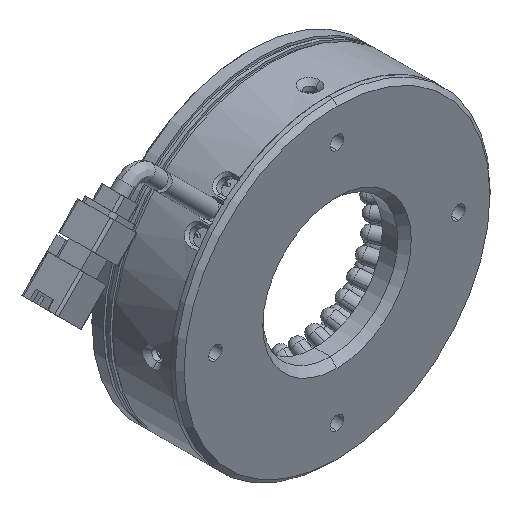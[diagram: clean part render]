
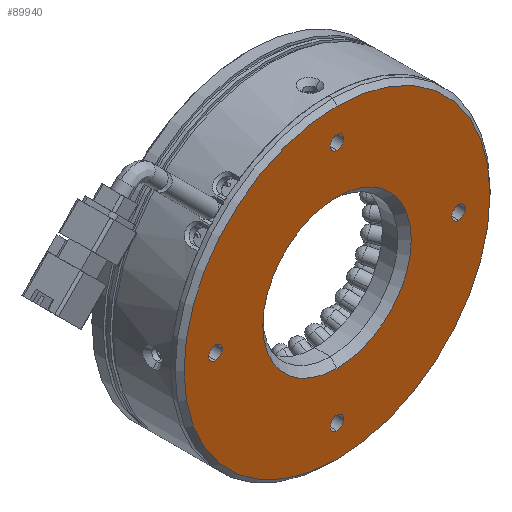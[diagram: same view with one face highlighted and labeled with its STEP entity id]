
A CAD part, isometric view. The second image highlights one B-rep face of the part: STEP entity #89940.
In plain terms, the highlighted planar face has unit normal (0, -1, 0).
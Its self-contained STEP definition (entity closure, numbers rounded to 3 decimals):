
#1160 = AXIS2_PLACEMENT_3D ( 'NONE', #22831, #71733, #29861 ) ;
#2184 = DIRECTION ( 'NONE',  ( 0., 0., 1. ) ) ;
#5942 = CARTESIAN_POINT ( 'NONE',  ( -3.499, 31.076, -27. ) ) ;
#6325 = EDGE_LOOP ( 'NONE', ( #90336, #84806 ) ) ;
#8530 = ORIENTED_EDGE ( 'NONE', *, *, #90792, .T. ) ;
#9294 = CARTESIAN_POINT ( 'NONE',  ( -30.499, 31.076, -1.5 ) ) ;
#12976 = DIRECTION ( 'NONE',  ( 0., 0., -1. ) ) ;
#13225 = AXIS2_PLACEMENT_3D ( 'NONE', #13335, #62259, #20390 ) ;
#13335 = CARTESIAN_POINT ( 'NONE',  ( -3.499, 31.076, -27. ) ) ;
#15003 = EDGE_CURVE ( 'NONE', #77611, #71566, #39273, .T. ) ;
#15906 = FACE_BOUND ( 'NONE', #81980, .T. ) ;
#16010 = DIRECTION ( 'NONE',  ( 0., 1., 0. ) ) ;
#17169 = EDGE_CURVE ( 'NONE', #86538, #20346, #76574, .T. ) ;
#17216 = DIRECTION ( 'NONE',  ( 0., -1., 0. ) ) ;
#18074 = FACE_BOUND ( 'NONE', #54667, .T. ) ;
#18861 = EDGE_CURVE ( 'NONE', #90202, #36358, #21308, .T. ) ;
#18881 = CARTESIAN_POINT ( 'NONE',  ( -3.499, 31.076, 34. ) ) ;
#19080 = ORIENTED_EDGE ( 'NONE', *, *, #40027, .T. ) ;
#19380 = CARTESIAN_POINT ( 'NONE',  ( -3.499, 31.076, 16.5 ) ) ;
#19865 = DIRECTION ( 'NONE',  ( 0., 1., 0. ) ) ;
#20212 = CARTESIAN_POINT ( 'NONE',  ( -3.499, 31.076, -16.5 ) ) ;
#20346 = VERTEX_POINT ( 'NONE', #41644 ) ;
#20390 = DIRECTION ( 'NONE',  ( 0., 0., -1. ) ) ;
#21308 = CIRCLE ( 'NONE', #69875, 16.5 ) ;
#21490 = CIRCLE ( 'NONE', #65177, 1.5 ) ;
#22831 = CARTESIAN_POINT ( 'NONE',  ( -3.499, 31.076, 27. ) ) ;
#23568 = CIRCLE ( 'NONE', #54813, 16.5 ) ;
#24273 = ORIENTED_EDGE ( 'NONE', *, *, #34858, .T. ) ;
#25298 = EDGE_LOOP ( 'NONE', ( #19080, #8530 ) ) ;
#26844 = CARTESIAN_POINT ( 'NONE',  ( -30.499, 31.076, 0. ) ) ;
#26864 = CARTESIAN_POINT ( 'NONE',  ( 23.501, 31.076, 1.5 ) ) ;
#26934 = EDGE_CURVE ( 'NONE', #36035, #61749, #48530, .T. ) ;
#27255 = ORIENTED_EDGE ( 'NONE', *, *, #18861, .T. ) ;
#28003 = CIRCLE ( 'NONE', #69617, 1.5 ) ;
#29034 = EDGE_CURVE ( 'NONE', #71566, #77611, #53093, .T. ) ;
#29661 = CARTESIAN_POINT ( 'NONE',  ( -3.499, 31.076, 28.5 ) ) ;
#29786 = AXIS2_PLACEMENT_3D ( 'NONE', #35681, #84602, #42673 ) ;
#29861 = DIRECTION ( 'NONE',  ( 0., 0., -1. ) ) ;
#31521 = EDGE_LOOP ( 'NONE', ( #62108, #90072 ) ) ;
#32043 = CIRCLE ( 'NONE', #36944, 34. ) ;
#32556 = CARTESIAN_POINT ( 'NONE',  ( -3.499, 31.076, -34. ) ) ;
#33864 = DIRECTION ( 'NONE',  ( 0., 0., -1. ) ) ;
#33984 = CARTESIAN_POINT ( 'NONE',  ( -3.499, 31.076, 0. ) ) ;
#34181 = CARTESIAN_POINT ( 'NONE',  ( -3.499, 31.076, 0. ) ) ;
#34473 = FACE_OUTER_BOUND ( 'NONE', #25298, .T. ) ;
#34858 = EDGE_CURVE ( 'NONE', #36358, #90202, #23568, .T. ) ;
#35012 = CIRCLE ( 'NONE', #68608, 1.5 ) ;
#35681 = CARTESIAN_POINT ( 'NONE',  ( -30.499, 31.076, 0. ) ) ;
#36035 = VERTEX_POINT ( 'NONE', #50342 ) ;
#36358 = VERTEX_POINT ( 'NONE', #19380 ) ;
#36455 = CARTESIAN_POINT ( 'NONE',  ( 23.501, 31.076, 0. ) ) ;
#36944 = AXIS2_PLACEMENT_3D ( 'NONE', #85987, #44082, #2184 ) ;
#39273 = CIRCLE ( 'NONE', #50054, 1.5 ) ;
#40027 = EDGE_CURVE ( 'NONE', #77948, #63735, #32043, .T. ) ;
#40503 = DIRECTION ( 'NONE',  ( 0., 1., 0. ) ) ;
#40997 = DIRECTION ( 'NONE',  ( 0., 0., -1. ) ) ;
#41171 = DIRECTION ( 'NONE',  ( 0., 0., 1. ) ) ;
#41340 = AXIS2_PLACEMENT_3D ( 'NONE', #34181, #83063, #41171 ) ;
#41644 = CARTESIAN_POINT ( 'NONE',  ( 23.501, 31.076, -1.5 ) ) ;
#42673 = DIRECTION ( 'NONE',  ( 0., 0., -1. ) ) ;
#43454 = DIRECTION ( 'NONE',  ( 0., 0., -1. ) ) ;
#44082 = DIRECTION ( 'NONE',  ( 0., -1., 0. ) ) ;
#44633 = ORIENTED_EDGE ( 'NONE', *, *, #17169, .T. ) ;
#48449 = CARTESIAN_POINT ( 'NONE',  ( -30.499, 31.076, 1.5 ) ) ;
#48530 = CIRCLE ( 'NONE', #13225, 1.5 ) ;
#50054 = AXIS2_PLACEMENT_3D ( 'NONE', #61712, #19865, #68773 ) ;
#50342 = CARTESIAN_POINT ( 'NONE',  ( -3.499, 31.076, -28.5 ) ) ;
#50572 = CIRCLE ( 'NONE', #41340, 34. ) ;
#51951 = VERTEX_POINT ( 'NONE', #9294 ) ;
#53070 = FACE_BOUND ( 'NONE', #57658, .T. ) ;
#53093 = CIRCLE ( 'NONE', #1160, 1.5 ) ;
#54667 = EDGE_LOOP ( 'NONE', ( #27255, #24273 ) ) ;
#54792 = ORIENTED_EDGE ( 'NONE', *, *, #62219, .T. ) ;
#54810 = DIRECTION ( 'NONE',  ( 0., 1., 0. ) ) ;
#54813 = AXIS2_PLACEMENT_3D ( 'NONE', #57838, #16010, #64903 ) ;
#56265 = ORIENTED_EDGE ( 'NONE', *, *, #26934, .T. ) ;
#56457 = AXIS2_PLACEMENT_3D ( 'NONE', #59053, #17216, #66101 ) ;
#56960 = CARTESIAN_POINT ( 'NONE',  ( -3.499, 31.076, -25.5 ) ) ;
#57658 = EDGE_LOOP ( 'NONE', ( #54792, #44633 ) ) ;
#57838 = CARTESIAN_POINT ( 'NONE',  ( -3.499, 31.076, 0. ) ) ;
#59053 = CARTESIAN_POINT ( 'NONE',  ( -38.499, 31.076, 0. ) ) ;
#60783 = EDGE_CURVE ( 'NONE', #82686, #51951, #66880, .T. ) ;
#61248 = CARTESIAN_POINT ( 'NONE',  ( -3.499, 31.076, 25.5 ) ) ;
#61712 = CARTESIAN_POINT ( 'NONE',  ( -3.499, 31.076, 27. ) ) ;
#61749 = VERTEX_POINT ( 'NONE', #56960 ) ;
#62108 = ORIENTED_EDGE ( 'NONE', *, *, #79447, .T. ) ;
#62219 = EDGE_CURVE ( 'NONE', #20346, #86538, #35012, .T. ) ;
#62259 = DIRECTION ( 'NONE',  ( 0., 1., 0. ) ) ;
#63735 = VERTEX_POINT ( 'NONE', #32556 ) ;
#64903 = DIRECTION ( 'NONE',  ( 0., 0., -1. ) ) ;
#65177 = AXIS2_PLACEMENT_3D ( 'NONE', #5942, #54810, #12976 ) ;
#66101 = DIRECTION ( 'NONE',  ( 0., 0., -1. ) ) ;
#66880 = CIRCLE ( 'NONE', #29786, 1.5 ) ;
#68608 = AXIS2_PLACEMENT_3D ( 'NONE', #36455, #85364, #43454 ) ;
#68773 = DIRECTION ( 'NONE',  ( 0., 0., -1. ) ) ;
#69617 = AXIS2_PLACEMENT_3D ( 'NONE', #26844, #75752, #33864 ) ;
#69875 = AXIS2_PLACEMENT_3D ( 'NONE', #33984, #82882, #40997 ) ;
#71566 = VERTEX_POINT ( 'NONE', #61248 ) ;
#71686 = FACE_BOUND ( 'NONE', #31521, .T. ) ;
#71733 = DIRECTION ( 'NONE',  ( 0., 1., 0. ) ) ;
#72860 = PLANE ( 'NONE',  #56457 ) ;
#75752 = DIRECTION ( 'NONE',  ( 0., 1., 0. ) ) ;
#76574 = CIRCLE ( 'NONE', #83620, 1.5 ) ;
#77611 = VERTEX_POINT ( 'NONE', #29661 ) ;
#77948 = VERTEX_POINT ( 'NONE', #18881 ) ;
#79447 = EDGE_CURVE ( 'NONE', #51951, #82686, #28003, .T. ) ;
#81855 = ORIENTED_EDGE ( 'NONE', *, *, #89627, .T. ) ;
#81980 = EDGE_LOOP ( 'NONE', ( #56265, #81855 ) ) ;
#82400 = CARTESIAN_POINT ( 'NONE',  ( 23.501, 31.076, 0. ) ) ;
#82686 = VERTEX_POINT ( 'NONE', #48449 ) ;
#82882 = DIRECTION ( 'NONE',  ( 0., 1., 0. ) ) ;
#83063 = DIRECTION ( 'NONE',  ( 0., -1., 0. ) ) ;
#83620 = AXIS2_PLACEMENT_3D ( 'NONE', #82400, #40503, #89466 ) ;
#84602 = DIRECTION ( 'NONE',  ( 0., 1., 0. ) ) ;
#84806 = ORIENTED_EDGE ( 'NONE', *, *, #15003, .T. ) ;
#85364 = DIRECTION ( 'NONE',  ( 0., 1., 0. ) ) ;
#85987 = CARTESIAN_POINT ( 'NONE',  ( -3.499, 31.076, 0. ) ) ;
#86538 = VERTEX_POINT ( 'NONE', #26864 ) ;
#89466 = DIRECTION ( 'NONE',  ( 0., 0., -1. ) ) ;
#89627 = EDGE_CURVE ( 'NONE', #61749, #36035, #21490, .T. ) ;
#89940 = ADVANCED_FACE ( 'NONE', ( #15906, #90293, #53070, #71686, #18074, #34473 ), #72860, .T. ) ;
#90072 = ORIENTED_EDGE ( 'NONE', *, *, #60783, .T. ) ;
#90202 = VERTEX_POINT ( 'NONE', #20212 ) ;
#90293 = FACE_BOUND ( 'NONE', #6325, .T. ) ;
#90336 = ORIENTED_EDGE ( 'NONE', *, *, #29034, .T. ) ;
#90792 = EDGE_CURVE ( 'NONE', #63735, #77948, #50572, .T. ) ;
